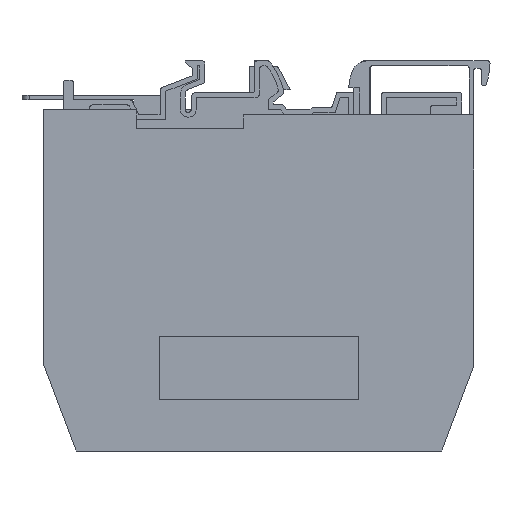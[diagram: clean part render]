
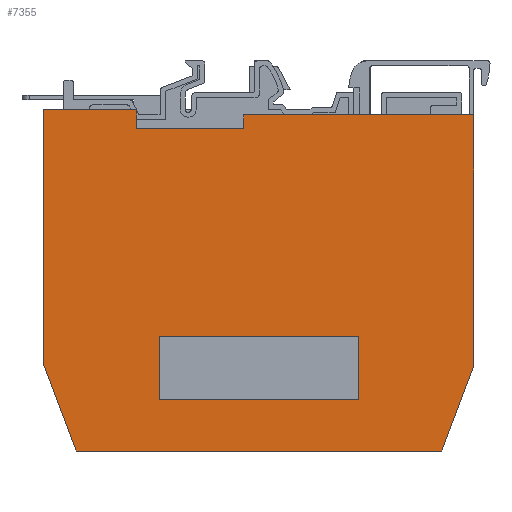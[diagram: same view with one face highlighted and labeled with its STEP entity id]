
A CAD part, left-side view. The second image highlights one B-rep face of the part: STEP entity #7355.
In plain terms, the highlighted planar face has unit normal (-1, 0, 0).
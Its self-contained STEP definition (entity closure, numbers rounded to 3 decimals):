
#39 = CARTESIAN_POINT ( 'NONE',  ( -14.25, 0., 0. ) ) ;
#120 = CARTESIAN_POINT ( 'NONE',  ( -14.25, -44.1, 68.962 ) ) ;
#217 = FACE_BOUND ( 'NONE', #19686, .T. ) ;
#727 = CARTESIAN_POINT ( 'NONE',  ( -14.25, -37.5, 0. ) ) ;
#820 = CARTESIAN_POINT ( 'NONE',  ( -14.25, 3.103, 68.962 ) ) ;
#1055 = LINE ( 'NONE', #6495, #7910 ) ;
#1341 = CARTESIAN_POINT ( 'NONE',  ( -14.25, 3.103, 66.122 ) ) ;
#1584 = DIRECTION ( 'NONE',  ( 0., 0., -1. ) ) ;
#1868 = EDGE_CURVE ( 'NONE', #2073, #15417, #1055, .T. ) ;
#1954 = ORIENTED_EDGE ( 'NONE', *, *, #12228, .T. ) ;
#2073 = VERTEX_POINT ( 'NONE', #1341 ) ;
#2172 = VECTOR ( 'NONE', #4644, 1000. ) ;
#2308 = DIRECTION ( 'NONE',  ( 0., 1., 0. ) ) ;
#2581 = CARTESIAN_POINT ( 'NONE',  ( -14.25, -44.1, 17.5 ) ) ;
#2626 = CARTESIAN_POINT ( 'NONE',  ( -14.25, -20.5, 23.5 ) ) ;
#2981 = VECTOR ( 'NONE', #16359, 1000. ) ;
#3006 = LINE ( 'NONE', #3024, #2172 ) ;
#3024 = CARTESIAN_POINT ( 'NONE',  ( -14.25, 44.21, 70. ) ) ;
#3069 = VERTEX_POINT ( 'NONE', #11973 ) ;
#3088 = LINE ( 'NONE', #17881, #11385 ) ;
#3134 = ORIENTED_EDGE ( 'NONE', *, *, #12225, .F. ) ;
#3239 = DIRECTION ( 'NONE',  ( 0., 0., 1. ) ) ;
#3293 = CARTESIAN_POINT ( 'NONE',  ( -14.25, 20.5, 10.5 ) ) ;
#3619 = EDGE_CURVE ( 'NONE', #4237, #2073, #11807, .T. ) ;
#4237 = VERTEX_POINT ( 'NONE', #19587 ) ;
#4293 = CARTESIAN_POINT ( 'NONE',  ( -14.25, 44.1, 17.5 ) ) ;
#4644 = DIRECTION ( 'NONE',  ( 0., 1., 0. ) ) ;
#5128 = EDGE_CURVE ( 'NONE', #13861, #18653, #12833, .T. ) ;
#5326 = CARTESIAN_POINT ( 'NONE',  ( -14.25, 44.1, 17.5 ) ) ;
#5931 = ORIENTED_EDGE ( 'NONE', *, *, #3619, .T. ) ;
#5934 = LINE ( 'NONE', #14817, #2981 ) ;
#6113 = LINE ( 'NONE', #12390, #12278 ) ;
#6438 = DIRECTION ( 'NONE',  ( 0., 1., 0. ) ) ;
#6495 = CARTESIAN_POINT ( 'NONE',  ( -14.25, 25.1, 66.122 ) ) ;
#7055 = CARTESIAN_POINT ( 'NONE',  ( -14.25, 20.5, 23.5 ) ) ;
#7057 = DIRECTION ( 'NONE',  ( 0., 0., 1. ) ) ;
#7307 = EDGE_CURVE ( 'NONE', #8418, #16834, #3006, .T. ) ;
#7322 = CARTESIAN_POINT ( 'NONE',  ( -14.25, 25.1, 66.122 ) ) ;
#7355 = ADVANCED_FACE ( 'NONE', ( #217, #7553 ), #18342, .F. ) ;
#7428 = VECTOR ( 'NONE', #13823, 1000. ) ;
#7553 = FACE_OUTER_BOUND ( 'NONE', #12046, .T. ) ;
#7588 = ORIENTED_EDGE ( 'NONE', *, *, #8603, .T. ) ;
#7910 = VECTOR ( 'NONE', #6438, 1000. ) ;
#8173 = VECTOR ( 'NONE', #9044, 1000. ) ;
#8418 = VERTEX_POINT ( 'NONE', #14242 ) ;
#8603 = EDGE_CURVE ( 'NONE', #19714, #14912, #13467, .T. ) ;
#8723 = EDGE_CURVE ( 'NONE', #18653, #9092, #6113, .T. ) ;
#8825 = CARTESIAN_POINT ( 'NONE',  ( -14.25, 3.103, 66.122 ) ) ;
#8840 = DIRECTION ( 'NONE',  ( 0., -0.353, -0.936 ) ) ;
#8950 = CARTESIAN_POINT ( 'NONE',  ( -14.25, -44.1, 17.5 ) ) ;
#9044 = DIRECTION ( 'NONE',  ( 0., 0., -1. ) ) ;
#9092 = VERTEX_POINT ( 'NONE', #2626 ) ;
#9314 = LINE ( 'NONE', #19395, #10494 ) ;
#9321 = LINE ( 'NONE', #120, #7428 ) ;
#9763 = LINE ( 'NONE', #11638, #19271 ) ;
#9806 = EDGE_CURVE ( 'NONE', #11992, #19714, #16083, .T. ) ;
#10153 = ORIENTED_EDGE ( 'NONE', *, *, #1868, .T. ) ;
#10166 = ORIENTED_EDGE ( 'NONE', *, *, #9806, .T. ) ;
#10350 = DIRECTION ( 'NONE',  ( 0., 1., 0. ) ) ;
#10361 = VERTEX_POINT ( 'NONE', #5326 ) ;
#10439 = EDGE_CURVE ( 'NONE', #3069, #4237, #18745, .T. ) ;
#10494 = VECTOR ( 'NONE', #8840, 1000. ) ;
#10562 = ORIENTED_EDGE ( 'NONE', *, *, #14247, .T. ) ;
#10805 = DIRECTION ( 'NONE',  ( 1., 0., 0. ) ) ;
#10945 = VERTEX_POINT ( 'NONE', #7055 ) ;
#10996 = VECTOR ( 'NONE', #2308, 1000. ) ;
#11385 = VECTOR ( 'NONE', #10350, 1000. ) ;
#11397 = VECTOR ( 'NONE', #19747, 1000. ) ;
#11638 = CARTESIAN_POINT ( 'NONE',  ( -14.25, 25.1, 70. ) ) ;
#11807 = LINE ( 'NONE', #8825, #8173 ) ;
#11817 = CARTESIAN_POINT ( 'NONE',  ( -14.25, 44.21, 70. ) ) ;
#11973 = CARTESIAN_POINT ( 'NONE',  ( -14.25, -44.1, 68.962 ) ) ;
#11992 = VERTEX_POINT ( 'NONE', #17378 ) ;
#11997 = ORIENTED_EDGE ( 'NONE', *, *, #7307, .T. ) ;
#12046 = EDGE_LOOP ( 'NONE', ( #1954, #10562, #10166, #7588, #12452, #14799, #5931, #10153, #19475, #11997 ) ) ;
#12164 = AXIS2_PLACEMENT_3D ( 'NONE', #39, #10805, #1584 ) ;
#12225 = EDGE_CURVE ( 'NONE', #9092, #10945, #3088, .T. ) ;
#12228 = EDGE_CURVE ( 'NONE', #16834, #10361, #16445, .T. ) ;
#12278 = VECTOR ( 'NONE', #3239, 1000. ) ;
#12390 = CARTESIAN_POINT ( 'NONE',  ( -14.25, -20.5, 10.5 ) ) ;
#12452 = ORIENTED_EDGE ( 'NONE', *, *, #17966, .T. ) ;
#12833 = LINE ( 'NONE', #19366, #11397 ) ;
#13193 = EDGE_CURVE ( 'NONE', #15417, #8418, #9763, .T. ) ;
#13427 = ORIENTED_EDGE ( 'NONE', *, *, #8723, .F. ) ;
#13467 = LINE ( 'NONE', #2581, #17758 ) ;
#13702 = EDGE_CURVE ( 'NONE', #10945, #13861, #5934, .T. ) ;
#13823 = DIRECTION ( 'NONE',  ( 0., 0., 1. ) ) ;
#13861 = VERTEX_POINT ( 'NONE', #3293 ) ;
#14163 = ORIENTED_EDGE ( 'NONE', *, *, #13702, .F. ) ;
#14242 = CARTESIAN_POINT ( 'NONE',  ( -14.25, 25.1, 70. ) ) ;
#14247 = EDGE_CURVE ( 'NONE', #10361, #11992, #9314, .T. ) ;
#14263 = CARTESIAN_POINT ( 'NONE',  ( -14.25, -37.5, 0. ) ) ;
#14799 = ORIENTED_EDGE ( 'NONE', *, *, #10439, .T. ) ;
#14817 = CARTESIAN_POINT ( 'NONE',  ( -14.25, 20.5, 10.5 ) ) ;
#14912 = VERTEX_POINT ( 'NONE', #8950 ) ;
#15417 = VERTEX_POINT ( 'NONE', #7322 ) ;
#15793 = DIRECTION ( 'NONE',  ( 0., -1., 0. ) ) ;
#16083 = LINE ( 'NONE', #14263, #16603 ) ;
#16127 = ORIENTED_EDGE ( 'NONE', *, *, #5128, .F. ) ;
#16359 = DIRECTION ( 'NONE',  ( 0., 0., -1. ) ) ;
#16445 = LINE ( 'NONE', #4293, #16653 ) ;
#16603 = VECTOR ( 'NONE', #15793, 1000. ) ;
#16653 = VECTOR ( 'NONE', #17948, 1000. ) ;
#16834 = VERTEX_POINT ( 'NONE', #11817 ) ;
#17378 = CARTESIAN_POINT ( 'NONE',  ( -14.25, 37.5, 0. ) ) ;
#17477 = CARTESIAN_POINT ( 'NONE',  ( -14.25, -20.5, 10.5 ) ) ;
#17758 = VECTOR ( 'NONE', #19430, 1000. ) ;
#17881 = CARTESIAN_POINT ( 'NONE',  ( -14.25, -20.5, 23.5 ) ) ;
#17948 = DIRECTION ( 'NONE',  ( 0., -0.002, -1. ) ) ;
#17966 = EDGE_CURVE ( 'NONE', #14912, #3069, #9321, .T. ) ;
#18342 = PLANE ( 'NONE',  #12164 ) ;
#18653 = VERTEX_POINT ( 'NONE', #17477 ) ;
#18745 = LINE ( 'NONE', #820, #10996 ) ;
#19271 = VECTOR ( 'NONE', #7057, 1000. ) ;
#19366 = CARTESIAN_POINT ( 'NONE',  ( -14.25, -20.5, 10.5 ) ) ;
#19395 = CARTESIAN_POINT ( 'NONE',  ( -14.25, 37.5, 0. ) ) ;
#19430 = DIRECTION ( 'NONE',  ( 0., -0.353, 0.936 ) ) ;
#19475 = ORIENTED_EDGE ( 'NONE', *, *, #13193, .T. ) ;
#19587 = CARTESIAN_POINT ( 'NONE',  ( -14.25, 3.103, 68.962 ) ) ;
#19686 = EDGE_LOOP ( 'NONE', ( #14163, #3134, #13427, #16127 ) ) ;
#19714 = VERTEX_POINT ( 'NONE', #727 ) ;
#19747 = DIRECTION ( 'NONE',  ( 0., -1., 0. ) ) ;
